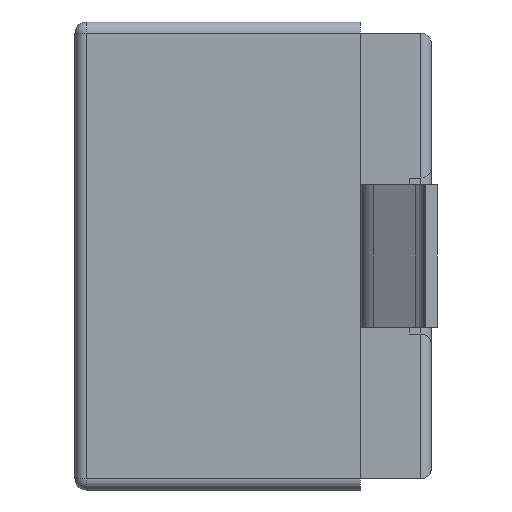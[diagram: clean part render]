
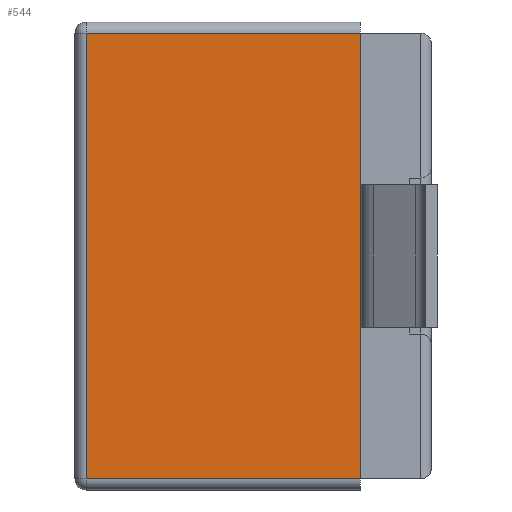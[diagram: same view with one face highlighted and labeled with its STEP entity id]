
A CAD part, left-side view. The second image highlights one B-rep face of the part: STEP entity #544.
In plain terms, the highlighted planar face has unit normal (-1, 0, 0).
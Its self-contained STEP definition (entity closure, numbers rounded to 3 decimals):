
#166 = VERTEX_POINT ( 'NONE', #2135 ) ;
#168 = VERTEX_POINT ( 'NONE', #2137 ) ;
#278 = EDGE_CURVE ( 'NONE', #1732, #1760, #3068, .T. ) ;
#319 = EDGE_CURVE ( 'NONE', #1732, #166, #3108, .T. ) ;
#320 = EDGE_CURVE ( 'NONE', #166, #168, #3109, .T. ) ;
#321 = EDGE_CURVE ( 'NONE', #168, #1760, #3110, .T. ) ;
#544 = ADVANCED_FACE ( 'NONE', ( #3920 ), #4449, .F. ) ;
#656 = EDGE_LOOP ( 'NONE', ( #941, #943, #942, #944 ) ) ;
#941 = ORIENTED_EDGE ( 'NONE', *, *, #278, .F. ) ;
#942 = ORIENTED_EDGE ( 'NONE', *, *, #320, .T. ) ;
#943 = ORIENTED_EDGE ( 'NONE', *, *, #319, .T. ) ;
#944 = ORIENTED_EDGE ( 'NONE', *, *, #321, .T. ) ;
#1732 = VERTEX_POINT ( 'NONE', #5588 ) ;
#1760 = VERTEX_POINT ( 'NONE', #5678 ) ;
#2135 = CARTESIAN_POINT ( 'NONE',  ( -2.35, 3.1, 2. ) ) ;
#2137 = CARTESIAN_POINT ( 'NONE',  ( -2.35, 3.1, -2. ) ) ;
#2565 = VECTOR ( 'NONE', #3231, 1000. ) ;
#2607 = VECTOR ( 'NONE', #3314, 1000. ) ;
#2608 = VECTOR ( 'NONE', #3316, 1000. ) ;
#2609 = VECTOR ( 'NONE', #3318, 1000. ) ;
#3068 = LINE ( 'NONE', #3230, #2565 ) ;
#3108 = LINE ( 'NONE', #3313, #2607 ) ;
#3109 = LINE ( 'NONE', #3315, #2608 ) ;
#3110 = LINE ( 'NONE', #3317, #2609 ) ;
#3230 = CARTESIAN_POINT ( 'NONE',  ( -2.35, 0.64, -2.1 ) ) ;
#3231 = DIRECTION ( 'NONE',  ( 0., 0., -1. ) ) ;
#3313 = CARTESIAN_POINT ( 'NONE',  ( -2.35, 3.2, 2. ) ) ;
#3314 = DIRECTION ( 'NONE',  ( 0., 1., 0. ) ) ;
#3315 = CARTESIAN_POINT ( 'NONE',  ( -2.35, 3.1, -2.1 ) ) ;
#3316 = DIRECTION ( 'NONE',  ( 0., 0., -1. ) ) ;
#3317 = CARTESIAN_POINT ( 'NONE',  ( -2.35, 3.2, -2. ) ) ;
#3318 = DIRECTION ( 'NONE',  ( 0., -1., 0. ) ) ;
#3920 = FACE_OUTER_BOUND ( 'NONE', #656, .T. ) ;
#4009 = AXIS2_PLACEMENT_3D ( 'NONE', #4450, #4451, #4452 ) ;
#4449 = PLANE ( 'NONE',  #4009 ) ;
#4450 = CARTESIAN_POINT ( 'NONE',  ( -2.35, 3.2, 2.1 ) ) ;
#4451 = DIRECTION ( 'NONE',  ( 1., 0., 0. ) ) ;
#4452 = DIRECTION ( 'NONE',  ( 0., 0., -1. ) ) ;
#5588 = CARTESIAN_POINT ( 'NONE',  ( -2.35, 0.64, 2. ) ) ;
#5678 = CARTESIAN_POINT ( 'NONE',  ( -2.35, 0.64, -2. ) ) ;
